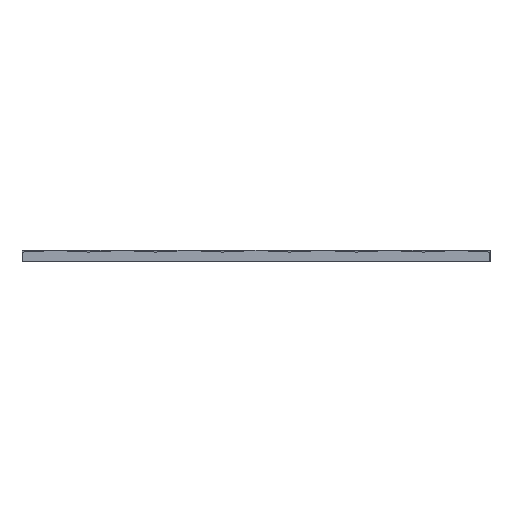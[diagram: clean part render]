
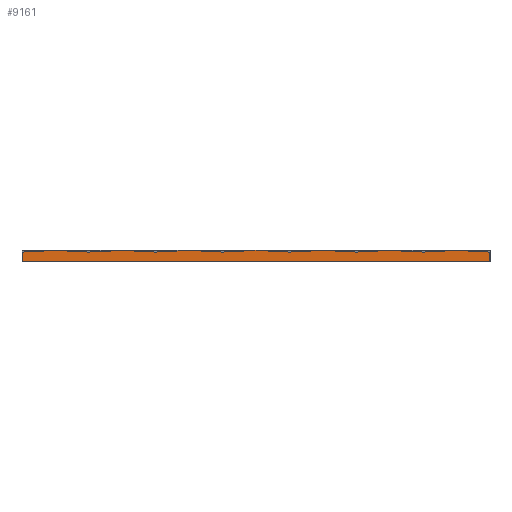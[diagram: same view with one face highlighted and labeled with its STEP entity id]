
A CAD part, left-side view. The second image highlights one B-rep face of the part: STEP entity #9161.
In plain terms, the highlighted planar face has unit normal (-1, 0, 0).
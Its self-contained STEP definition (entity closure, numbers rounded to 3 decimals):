
#149 = LINE ( 'NONE', #8062, #7700 ) ;
#199 = EDGE_CURVE ( 'NONE', #3090, #1076, #8139, .T. ) ;
#244 = VECTOR ( 'NONE', #6116, 1000. ) ;
#332 = VERTEX_POINT ( 'NONE', #10278 ) ;
#574 = LINE ( 'NONE', #12205, #7024 ) ;
#683 = CARTESIAN_POINT ( 'NONE',  ( -450., 430., 0. ) ) ;
#991 = CARTESIAN_POINT ( 'NONE',  ( -450., 18.08, 38.404 ) ) ;
#1076 = VERTEX_POINT ( 'NONE', #4698 ) ;
#1215 = LINE ( 'NONE', #11309, #244 ) ;
#1262 = ORIENTED_EDGE ( 'NONE', *, *, #1711, .F. ) ;
#1395 = LINE ( 'NONE', #991, #12479 ) ;
#1621 = CARTESIAN_POINT ( 'NONE',  ( -450., 10., 20. ) ) ;
#1633 = CARTESIAN_POINT ( 'NONE',  ( -450., 370., 20. ) ) ;
#1711 = EDGE_CURVE ( 'NONE', #2184, #2944, #3068, .T. ) ;
#1722 = DIRECTION ( 'NONE',  ( 0., -0.999, 0.05 ) ) ;
#2055 = DIRECTION ( 'NONE',  ( 0., -0.999, -0.05 ) ) ;
#2148 = AXIS2_PLACEMENT_3D ( 'NONE', #8921, #2798, #5809 ) ;
#2177 = LINE ( 'NONE', #4392, #2985 ) ;
#2184 = VERTEX_POINT ( 'NONE', #2859 ) ;
#2281 = ORIENTED_EDGE ( 'NONE', *, *, #7810, .F. ) ;
#2394 = DIRECTION ( 'NONE',  ( 0., -0.999, -0.05 ) ) ;
#2447 = VECTOR ( 'NONE', #5729, 1000. ) ;
#2576 = VERTEX_POINT ( 'NONE', #683 ) ;
#2643 = CARTESIAN_POINT ( 'NONE',  ( -450., 190., 17. ) ) ;
#2759 = VERTEX_POINT ( 'NONE', #6495 ) ;
#2798 = DIRECTION ( 'NONE',  ( -1., 0., 0. ) ) ;
#2836 = DIRECTION ( 'NONE',  ( 0., -0.999, 0.05 ) ) ;
#2859 = CARTESIAN_POINT ( 'NONE',  ( -450., 250., 20. ) ) ;
#2918 = LINE ( 'NONE', #11211, #4035 ) ;
#2944 = VERTEX_POINT ( 'NONE', #2643 ) ;
#2985 = VECTOR ( 'NONE', #12586, 1000. ) ;
#3010 = CARTESIAN_POINT ( 'NONE',  ( -450., -238.08, 38.404 ) ) ;
#3029 = EDGE_CURVE ( 'NONE', #8026, #12209, #6068, .T. ) ;
#3030 = VECTOR ( 'NONE', #11945, 1000. ) ;
#3068 = LINE ( 'NONE', #10450, #10932 ) ;
#3090 = VERTEX_POINT ( 'NONE', #10069 ) ;
#3145 = EDGE_CURVE ( 'NONE', #7632, #7906, #1395, .T. ) ;
#3195 = VERTEX_POINT ( 'NONE', #10306 ) ;
#3349 = LINE ( 'NONE', #9697, #11845 ) ;
#3432 = EDGE_CURVE ( 'NONE', #6933, #3090, #3349, .T. ) ;
#3506 = LINE ( 'NONE', #3010, #10880 ) ;
#3525 = EDGE_CURVE ( 'NONE', #3195, #6933, #5438, .T. ) ;
#3705 = EDGE_CURVE ( 'NONE', #5762, #2184, #574, .T. ) ;
#3710 = VERTEX_POINT ( 'NONE', #9970 ) ;
#3764 = EDGE_CURVE ( 'NONE', #12625, #5762, #1215, .T. ) ;
#3791 = ORIENTED_EDGE ( 'NONE', *, *, #7957, .F. ) ;
#3863 = EDGE_CURVE ( 'NONE', #2576, #10073, #4775, .T. ) ;
#4035 = VECTOR ( 'NONE', #2055, 1000. ) ;
#4161 = ORIENTED_EDGE ( 'NONE', *, *, #3764, .F. ) ;
#4326 = ORIENTED_EDGE ( 'NONE', *, *, #3863, .F. ) ;
#4392 = CARTESIAN_POINT ( 'NONE',  ( -450., -718.08, 38.404 ) ) ;
#4485 = CARTESIAN_POINT ( 'NONE',  ( -450., -478.08, 38.404 ) ) ;
#4541 = LINE ( 'NONE', #6218, #9512 ) ;
#4694 = CARTESIAN_POINT ( 'NONE',  ( -450., 430., 0. ) ) ;
#4698 = CARTESIAN_POINT ( 'NONE',  ( -450., -110., 20. ) ) ;
#4775 = LINE ( 'NONE', #9375, #11189 ) ;
#4947 = ORIENTED_EDGE ( 'NONE', *, *, #10319, .F. ) ;
#5119 = VECTOR ( 'NONE', #5843, 1000. ) ;
#5200 = FACE_OUTER_BOUND ( 'NONE', #8760, .T. ) ;
#5438 = LINE ( 'NONE', #11984, #3030 ) ;
#5655 = CARTESIAN_POINT ( 'NONE',  ( -450., -410., 17. ) ) ;
#5729 = DIRECTION ( 'NONE',  ( 0., -1., 0. ) ) ;
#5762 = VERTEX_POINT ( 'NONE', #9917 ) ;
#5809 = DIRECTION ( 'NONE',  ( 0., 0., 1. ) ) ;
#5834 = CARTESIAN_POINT ( 'NONE',  ( -450., -170., 17. ) ) ;
#5843 = DIRECTION ( 'NONE',  ( 0., -0.999, 0.05 ) ) ;
#5902 = CARTESIAN_POINT ( 'NONE',  ( -450., 258.08, 38.404 ) ) ;
#6064 = DIRECTION ( 'NONE',  ( 0., -0.999, 0.05 ) ) ;
#6068 = LINE ( 'NONE', #12054, #11382 ) ;
#6116 = DIRECTION ( 'NONE',  ( 0., -0.999, -0.05 ) ) ;
#6218 = CARTESIAN_POINT ( 'NONE',  ( -450., 1.92, 38.404 ) ) ;
#6319 = DIRECTION ( 'NONE',  ( 0., -0.999, -0.05 ) ) ;
#6328 = EDGE_CURVE ( 'NONE', #2944, #3710, #3506, .T. ) ;
#6364 = LINE ( 'NONE', #5902, #11175 ) ;
#6495 = CARTESIAN_POINT ( 'NONE',  ( -450., -410., 0. ) ) ;
#6831 = DIRECTION ( 'NONE',  ( 0., -0.999, -0.05 ) ) ;
#6932 = ORIENTED_EDGE ( 'NONE', *, *, #6966, .F. ) ;
#6933 = VERTEX_POINT ( 'NONE', #1621 ) ;
#6966 = EDGE_CURVE ( 'NONE', #1076, #8026, #6364, .T. ) ;
#7024 = VECTOR ( 'NONE', #6064, 1000. ) ;
#7042 = ORIENTED_EDGE ( 'NONE', *, *, #3432, .F. ) ;
#7157 = CARTESIAN_POINT ( 'NONE',  ( -450., -230., 20. ) ) ;
#7382 = ORIENTED_EDGE ( 'NONE', *, *, #6328, .F. ) ;
#7632 = VERTEX_POINT ( 'NONE', #13252 ) ;
#7700 = VECTOR ( 'NONE', #10144, 1000. ) ;
#7810 = EDGE_CURVE ( 'NONE', #332, #7632, #2177, .T. ) ;
#7906 = VERTEX_POINT ( 'NONE', #5655 ) ;
#7957 = EDGE_CURVE ( 'NONE', #3710, #3195, #11793, .T. ) ;
#8026 = VERTEX_POINT ( 'NONE', #5834 ) ;
#8062 = CARTESIAN_POINT ( 'NONE',  ( -450., -410., 0. ) ) ;
#8139 = LINE ( 'NONE', #4485, #5119 ) ;
#8760 = EDGE_LOOP ( 'NONE', ( #4326, #12775, #9393, #12973, #2281, #4947, #8885, #6932, #10247, #7042, #11075, #3791, #7382, #1262, #13178, #4161, #8838 ) ) ;
#8788 = CARTESIAN_POINT ( 'NONE',  ( -450., 430., 17. ) ) ;
#8838 = ORIENTED_EDGE ( 'NONE', *, *, #9363, .F. ) ;
#8885 = ORIENTED_EDGE ( 'NONE', *, *, #3029, .F. ) ;
#8907 = VECTOR ( 'NONE', #11649, 1000. ) ;
#8921 = CARTESIAN_POINT ( 'NONE',  ( -450., 430., 0. ) ) ;
#9161 = ADVANCED_FACE ( 'NONE', ( #5200 ), #9907, .T. ) ;
#9184 = DIRECTION ( 'NONE',  ( 0., -0.999, -0.05 ) ) ;
#9363 = EDGE_CURVE ( 'NONE', #10073, #12625, #4541, .T. ) ;
#9375 = CARTESIAN_POINT ( 'NONE',  ( -450., 430., 0. ) ) ;
#9393 = ORIENTED_EDGE ( 'NONE', *, *, #10300, .T. ) ;
#9512 = VECTOR ( 'NONE', #11206, 1000. ) ;
#9570 = EDGE_CURVE ( 'NONE', #2576, #2759, #10638, .T. ) ;
#9697 = CARTESIAN_POINT ( 'NONE',  ( -450., -479.776, -4.489 ) ) ;
#9907 = PLANE ( 'NONE',  #2148 ) ;
#9917 = CARTESIAN_POINT ( 'NONE',  ( -450., 310., 17. ) ) ;
#9970 = CARTESIAN_POINT ( 'NONE',  ( -450., 130., 20. ) ) ;
#10069 = CARTESIAN_POINT ( 'NONE',  ( -450., -50., 17. ) ) ;
#10073 = VERTEX_POINT ( 'NONE', #8788 ) ;
#10144 = DIRECTION ( 'NONE',  ( 0., 0., 1. ) ) ;
#10247 = ORIENTED_EDGE ( 'NONE', *, *, #199, .F. ) ;
#10278 = CARTESIAN_POINT ( 'NONE',  ( -450., -290., 17. ) ) ;
#10300 = EDGE_CURVE ( 'NONE', #2759, #7906, #149, .T. ) ;
#10306 = CARTESIAN_POINT ( 'NONE',  ( -450., 70., 17. ) ) ;
#10319 = EDGE_CURVE ( 'NONE', #12209, #332, #2918, .T. ) ;
#10450 = CARTESIAN_POINT ( 'NONE',  ( -450., -239.776, -4.489 ) ) ;
#10638 = LINE ( 'NONE', #4694, #2447 ) ;
#10673 = CARTESIAN_POINT ( 'NONE',  ( -450., 498.08, 38.404 ) ) ;
#10880 = VECTOR ( 'NONE', #2836, 1000. ) ;
#10932 = VECTOR ( 'NONE', #6319, 1000. ) ;
#11075 = ORIENTED_EDGE ( 'NONE', *, *, #3525, .F. ) ;
#11175 = VECTOR ( 'NONE', #6831, 1000. ) ;
#11189 = VECTOR ( 'NONE', #11529, 1000. ) ;
#11206 = DIRECTION ( 'NONE',  ( 0., -0.999, 0.05 ) ) ;
#11211 = CARTESIAN_POINT ( 'NONE',  ( -450., -719.776, -4.489 ) ) ;
#11309 = CARTESIAN_POINT ( 'NONE',  ( -450., 738.08, 38.404 ) ) ;
#11382 = VECTOR ( 'NONE', #1722, 1000. ) ;
#11529 = DIRECTION ( 'NONE',  ( 0., 0., 1. ) ) ;
#11649 = DIRECTION ( 'NONE',  ( 0., -0.999, -0.05 ) ) ;
#11793 = LINE ( 'NONE', #10673, #8907 ) ;
#11845 = VECTOR ( 'NONE', #2394, 1000. ) ;
#11945 = DIRECTION ( 'NONE',  ( 0., -0.999, 0.05 ) ) ;
#11984 = CARTESIAN_POINT ( 'NONE',  ( -450., 499.776, -4.489 ) ) ;
#12054 = CARTESIAN_POINT ( 'NONE',  ( -450., 259.776, -4.489 ) ) ;
#12205 = CARTESIAN_POINT ( 'NONE',  ( -450., 739.776, -4.489 ) ) ;
#12209 = VERTEX_POINT ( 'NONE', #7157 ) ;
#12479 = VECTOR ( 'NONE', #9184, 1000. ) ;
#12586 = DIRECTION ( 'NONE',  ( 0., -0.999, 0.05 ) ) ;
#12625 = VERTEX_POINT ( 'NONE', #1633 ) ;
#12775 = ORIENTED_EDGE ( 'NONE', *, *, #9570, .T. ) ;
#12973 = ORIENTED_EDGE ( 'NONE', *, *, #3145, .F. ) ;
#13178 = ORIENTED_EDGE ( 'NONE', *, *, #3705, .F. ) ;
#13252 = CARTESIAN_POINT ( 'NONE',  ( -450., -350., 20. ) ) ;
